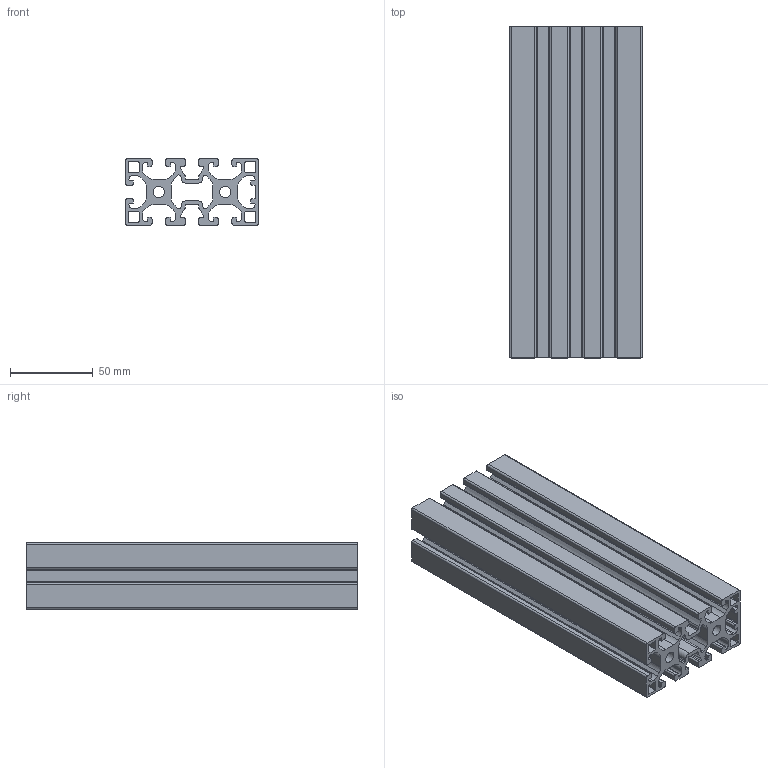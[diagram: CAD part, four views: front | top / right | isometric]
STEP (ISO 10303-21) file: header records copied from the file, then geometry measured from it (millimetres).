
FILE_DESCRIPTION(/* description */ ('Aluminiumprofil X 80x40 1N'),/* implementation_level */ '2;1');
FILE_NAME(/* name */ 'Syskomp 181804039 Aluminiumprofil X 80x40 1N.stp',/* time_stamp */ '2017-11-27T13:31:54+01:00',/* author */ ('wheldmann'),/* organization */ (''),/* preprocessor_version */ 'ST-DEVELOPER v16.1',/* originating_system */ 'Autodesk Inventor 2016',/* authorisation */ ' ');
FILE_SCHEMA (('AUTOMOTIVE_DESIGN { 1 0 10303 214 3 1 1 }'));
Length unit declared in the file: millimetre
Products named in the file (1): 181804039 Aluminiumprofil X 80x40 1N - 200
Bounding box: 80 x 200 x 40 mm (x, y, z)
Volume: 257053.4 mm3; surface area: 169933.7 mm2
Topology: 1 solids, 1 shells, 283 faces, 843 edges, 562 vertices
Faces by surface type: cylinder 149, plane 134
Full cylindrical faces by diameter (mm): 6.8 x2
Entity records: 9641 total; most frequent: DIRECTION 1707, CARTESIAN_POINT 1687, ORIENTED_EDGE 1682, EDGE_CURVE 841, AXIS2_PLACEMENT_3D 582, VERTEX_POINT 562, LINE 543, VECTOR 543
